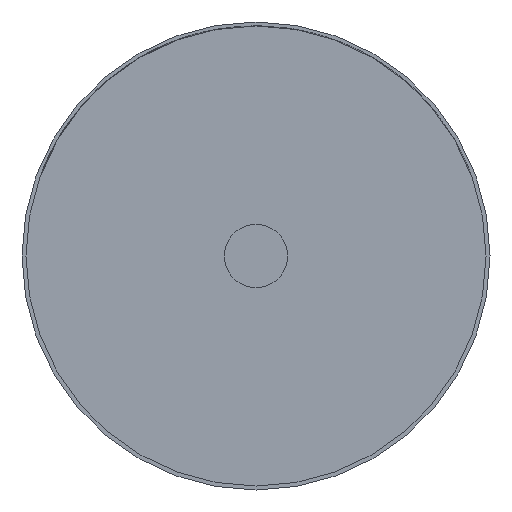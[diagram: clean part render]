
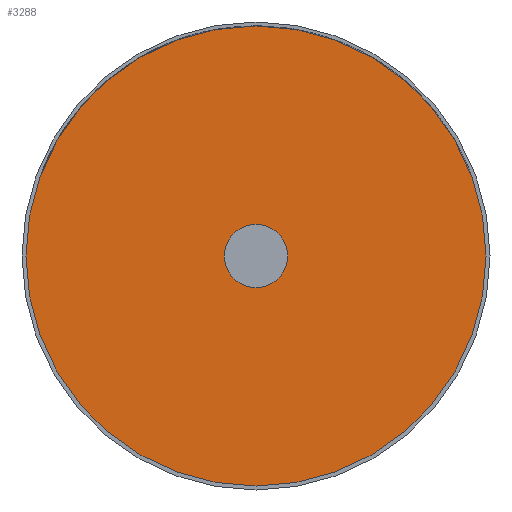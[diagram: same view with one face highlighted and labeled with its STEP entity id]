
A CAD part, front view. The second image highlights one B-rep face of the part: STEP entity #3288.
In plain terms, the highlighted planar face has unit normal (0, -1, 0).
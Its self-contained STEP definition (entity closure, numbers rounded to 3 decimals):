
#22 = ORIENTED_EDGE ( 'NONE', *, *, #2712, .F. ) ;
#83 = CARTESIAN_POINT ( 'NONE',  ( 0., 0., 0. ) ) ;
#363 = EDGE_CURVE ( 'NONE', #1650, #813, #1705, .T. ) ;
#557 = DIRECTION ( 'NONE',  ( 0., -1., 0. ) ) ;
#597 = CARTESIAN_POINT ( 'NONE',  ( 0., 0., 0. ) ) ;
#635 = EDGE_LOOP ( 'NONE', ( #3225, #22 ) ) ;
#767 = AXIS2_PLACEMENT_3D ( 'NONE', #597, #913, #2140 ) ;
#813 = VERTEX_POINT ( 'NONE', #3925 ) ;
#901 = DIRECTION ( 'NONE',  ( 0., -1., 0. ) ) ;
#913 = DIRECTION ( 'NONE',  ( 0., 1., 0. ) ) ;
#1241 = PLANE ( 'NONE',  #767 ) ;
#1425 = AXIS2_PLACEMENT_3D ( 'NONE', #83, #1659, #2896 ) ;
#1564 = ORIENTED_EDGE ( 'NONE', *, *, #2105, .F. ) ;
#1650 = VERTEX_POINT ( 'NONE', #2082 ) ;
#1659 = DIRECTION ( 'NONE',  ( 0., 1., 0. ) ) ;
#1705 = CIRCLE ( 'NONE', #2973, 6. ) ;
#1733 = VERTEX_POINT ( 'NONE', #2850 ) ;
#1839 = AXIS2_PLACEMENT_3D ( 'NONE', #2332, #3906, #3038 ) ;
#2045 = EDGE_CURVE ( 'NONE', #1733, #3302, #3287, .T. ) ;
#2082 = CARTESIAN_POINT ( 'NONE',  ( 0., 0., 6. ) ) ;
#2105 = EDGE_CURVE ( 'NONE', #3302, #1733, #2320, .T. ) ;
#2140 = DIRECTION ( 'NONE',  ( 0., 0., 1. ) ) ;
#2167 = CARTESIAN_POINT ( 'NONE',  ( 0., 0., -43.5 ) ) ;
#2320 = CIRCLE ( 'NONE', #1839, 43.5 ) ;
#2332 = CARTESIAN_POINT ( 'NONE',  ( 0., 0., 0. ) ) ;
#2377 = FACE_BOUND ( 'NONE', #635, .T. ) ;
#2712 = EDGE_CURVE ( 'NONE', #813, #1650, #3900, .T. ) ;
#2764 = CARTESIAN_POINT ( 'NONE',  ( 0., 0., 0. ) ) ;
#2850 = CARTESIAN_POINT ( 'NONE',  ( 0., 0., 43.5 ) ) ;
#2896 = DIRECTION ( 'NONE',  ( 0., 0., 1. ) ) ;
#2973 = AXIS2_PLACEMENT_3D ( 'NONE', #2764, #901, #3699 ) ;
#3038 = DIRECTION ( 'NONE',  ( 0., 0., 1. ) ) ;
#3153 = FACE_OUTER_BOUND ( 'NONE', #3190, .T. ) ;
#3190 = EDGE_LOOP ( 'NONE', ( #1564, #3945 ) ) ;
#3225 = ORIENTED_EDGE ( 'NONE', *, *, #363, .F. ) ;
#3287 = CIRCLE ( 'NONE', #1425, 43.5 ) ;
#3288 = ADVANCED_FACE ( 'NONE', ( #3153, #2377 ), #1241, .F. ) ;
#3302 = VERTEX_POINT ( 'NONE', #2167 ) ;
#3643 = CARTESIAN_POINT ( 'NONE',  ( 0., 0., 0. ) ) ;
#3699 = DIRECTION ( 'NONE',  ( 0., 0., 1. ) ) ;
#3801 = AXIS2_PLACEMENT_3D ( 'NONE', #3643, #557, #3969 ) ;
#3900 = CIRCLE ( 'NONE', #3801, 6. ) ;
#3906 = DIRECTION ( 'NONE',  ( 0., 1., 0. ) ) ;
#3925 = CARTESIAN_POINT ( 'NONE',  ( 0., 0., -6. ) ) ;
#3945 = ORIENTED_EDGE ( 'NONE', *, *, #2045, .F. ) ;
#3969 = DIRECTION ( 'NONE',  ( 0., 0., 1. ) ) ;
